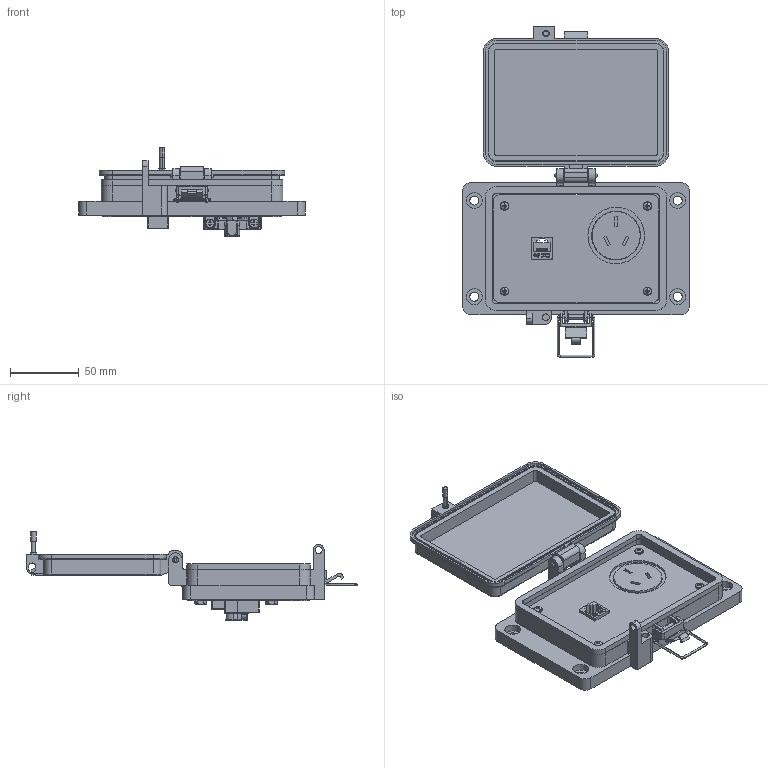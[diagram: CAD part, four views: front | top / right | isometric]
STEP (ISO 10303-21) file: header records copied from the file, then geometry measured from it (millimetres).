
FILE_DESCRIPTION (( 'STEP AP203' ), '1' );
FILE_NAME ('P-R2-M2RA0_3D.STEP', '2018-09-05T19:29:41', ( '' ), ( '' ), 'SwSTEP 2.0', 'SolidWorks 2017', '' );
FILE_SCHEMA (( 'CONFIG_CONTROL_DESIGN' ));
Length unit declared in the file: millimetre
Products named in the file (14): P-R2-M2RA0_BP180_1; R2; P-R2-M2RA0_TP060_1; Z-H-M2_B; Z-000-4243316TFP; -M2; Z-200-OTLT-RA; 92005A124_METRIC PAN HEAD PHILLIPS MACHINE SCREW_92005A124; RA; P-R2-M2RA0_3D; Z-000-63234FH_90273A151; Z-002-632516HN_90675A007; P-R2-M2RA0_FP060_1; Z-300-RJ45CAT5
Assembly tree (20 placements, depth 3):
  P-R2-M2RA0_3D
    P-R2-M2RA0_BP180_1
    P-R2-M2RA0_TP060_1
    Z-000-4243316TFP  x3
    RA
      Z-200-OTLT-RA
    Z-000-63234FH_90273A151  x2
    Z-002-632516HN_90675A007  x2
    P-R2-M2RA0_FP060_1
    R2
      Z-300-RJ45CAT5
    -M2
      Z-H-M2_B
    92005A124_METRIC PAN HEAD PHILLIPS MACHINE SCREW_92005A124  x4
Bounding box: 164.96 x 240.59 x 64.41 mm (x, y, z)
Volume: 259232.1 mm3; surface area: 164291.1 mm2
Topology: 27 solids, 27 shells, 2507 faces, 6964 edges, 4542 vertices
Faces by surface type: cylinder 1165, plane 805, bspline 302, cone 159, torus 48, sphere 28
Entity records: 68195 total; most frequent: CARTESIAN_POINT 26258, ORIENTED_EDGE 9126, DIRECTION 7483, EDGE_CURVE 4563, VERTEX_POINT 2973, AXIS2_PLACEMENT_3D 2509, LINE 2465, VECTOR 2465
